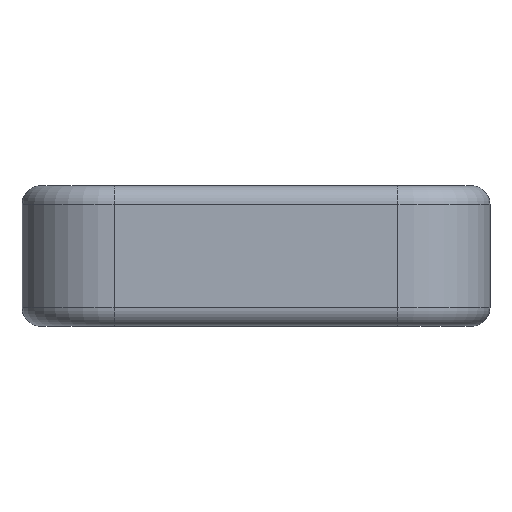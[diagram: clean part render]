
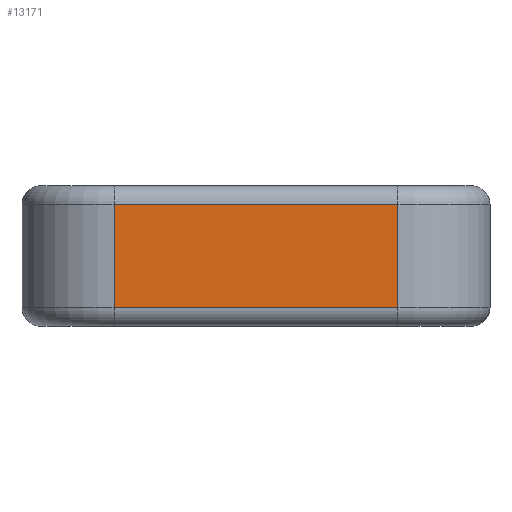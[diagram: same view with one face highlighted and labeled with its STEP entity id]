
A CAD part, left-side view. The second image highlights one B-rep face of the part: STEP entity #13171.
In plain terms, the highlighted planar face has unit normal (-1, 0, 0).
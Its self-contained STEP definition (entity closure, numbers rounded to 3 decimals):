
#1988=FACE_OUTER_BOUND('',#2686,.T.);
#2686=EDGE_LOOP('',(#12220,#12221,#12222,#12223));
#3810=LINE('',#25968,#4946);
#3815=LINE('',#25990,#4951);
#3822=LINE('',#26026,#4958);
#3823=LINE('',#26028,#4959);
#4946=VECTOR('',#15249,10.);
#4951=VECTOR('',#15276,10.);
#4958=VECTOR('',#15329,10.);
#4959=VECTOR('',#15332,10.);
#6263=VERTEX_POINT('',#25960);
#6265=VERTEX_POINT('',#25966);
#6271=VERTEX_POINT('',#25988);
#6275=VERTEX_POINT('',#26005);
#8230=EDGE_CURVE('',#6265,#6263,#3810,.T.);
#8242=EDGE_CURVE('',#6271,#6265,#3815,.T.);
#8260=EDGE_CURVE('',#6275,#6271,#3822,.T.);
#8261=EDGE_CURVE('',#6263,#6275,#3823,.T.);
#12220=ORIENTED_EDGE('',*,*,#8230,.F.);
#12221=ORIENTED_EDGE('',*,*,#8242,.F.);
#12222=ORIENTED_EDGE('',*,*,#8260,.F.);
#12223=ORIENTED_EDGE('',*,*,#8261,.F.);
#12489=PLANE('',#13523);
#13171=ADVANCED_FACE('',(#1988),#12489,.T.);
#13523=AXIS2_PLACEMENT_3D('',#26027,#15330,#15331);
#15249=DIRECTION('',(0.,1.,0.));
#15276=DIRECTION('',(0.,0.,-1.));
#15329=DIRECTION('',(0.,-1.,0.));
#15330=DIRECTION('center_axis',(-1.,0.,0.));
#15331=DIRECTION('ref_axis',(0.,-1.,0.));
#15332=DIRECTION('',(0.,0.,1.));
#25960=CARTESIAN_POINT('',(0.,20.4,1.));
#25966=CARTESIAN_POINT('',(0.,5.,1.));
#25968=CARTESIAN_POINT('',(0.,19.05,1.));
#25988=CARTESIAN_POINT('',(0.,5.,6.62));
#25990=CARTESIAN_POINT('',(0.,5.,0.));
#26005=CARTESIAN_POINT('',(0.,20.4,6.62));
#26026=CARTESIAN_POINT('',(0.,19.05,6.62));
#26027=CARTESIAN_POINT('Origin',(0.,25.4,0.));
#26028=CARTESIAN_POINT('',(0.,20.4,0.));
